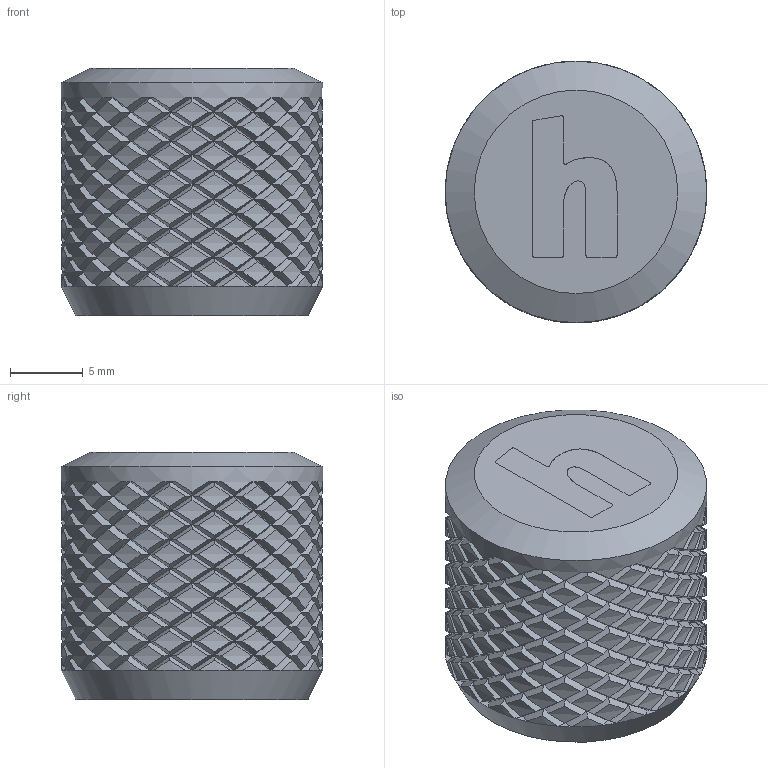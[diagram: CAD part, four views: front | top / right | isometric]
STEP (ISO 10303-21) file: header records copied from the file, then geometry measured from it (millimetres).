
FILE_DESCRIPTION(/* description */ (''),/* implementation_level */ '2;1');
FILE_NAME(/* name */ 'knurled_knob v12.step',/* time_stamp */ '2025-06-11T11:14:05-04:00',/* author */ (''),/* organization */ (''),/* preprocessor_version */ 'ST-DEVELOPER v20.1',/* originating_system */ 'Autodesk Translation Framework v14.10.0.0',/* authorisation */ '');
FILE_SCHEMA (('AUTOMOTIVE_DESIGN { 1 0 10303 214 3 1 1 }'));
Length unit declared in the file: millimetre
Products named in the file (3): knurled_knob; Base; H
Assembly tree (2 placements, depth 2):
  knurled_knob
    Base
    H
Bounding box: 18 x 18 x 17 mm (x, y, z)
Volume: 3507.2 mm3; surface area: 2298.2 mm2
Topology: 2 solids, 2 shells, 1257 faces, 2560 edges, 1310 vertices
Faces by surface type: bspline 958, cylinder 237, plane 60, cone 2
Full cylindrical faces by diameter (mm): 9 x1, 18 x1
Entity records: 46883 total; most frequent: CARTESIAN_POINT 28945, ORIENTED_EDGE 5120, EDGE_CURVE 2560, B_SPLINE_CURVE_WITH_KNOTS 2420, VERTEX_POINT 1310, EDGE_LOOP 1260, FACE_OUTER_BOUND 1257, ADVANCED_FACE 1257
